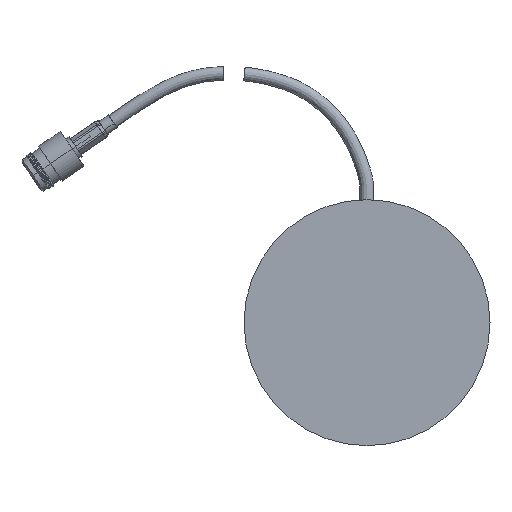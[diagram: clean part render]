
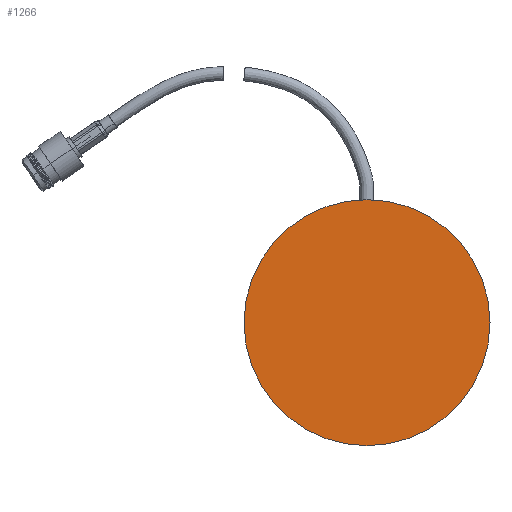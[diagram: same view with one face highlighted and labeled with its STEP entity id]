
A CAD part, front view. The second image highlights one B-rep face of the part: STEP entity #1266.
In plain terms, the highlighted planar face has unit normal (0, -1, 0).
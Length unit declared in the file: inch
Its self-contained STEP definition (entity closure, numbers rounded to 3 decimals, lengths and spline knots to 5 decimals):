
#1266 = ADVANCED_FACE ( 'NONE', ( #5569 ), #11020, .F. ) ;
#1897 = EDGE_LOOP ( 'NONE', ( #13737, #13673 ) ) ;
#2498 = EDGE_CURVE ( 'NONE', #2871, #2870, #9957, .T. ) ;
#2502 = EDGE_CURVE ( 'NONE', #2870, #2871, #9959, .T. ) ;
#2870 = VERTEX_POINT ( 'NONE', #9945 ) ;
#2871 = VERTEX_POINT ( 'NONE', #9946 ) ;
#5086 = AXIS2_PLACEMENT_3D ( 'NONE', #11011, #11010, #11009 ) ;
#5569 = FACE_OUTER_BOUND ( 'NONE', #1897, .T. ) ;
#8417 = AXIS2_PLACEMENT_3D ( 'NONE', #9573, #9574, #9575 ) ;
#8419 = AXIS2_PLACEMENT_3D ( 'NONE', #9593, #9594, #9595 ) ;
#9573 = CARTESIAN_POINT ( 'NONE',  ( 0., 0., 0. ) ) ;
#9574 = DIRECTION ( 'NONE',  ( 0., -1., 0. ) ) ;
#9575 = DIRECTION ( 'NONE',  ( 0., 0., -1. ) ) ;
#9593 = CARTESIAN_POINT ( 'NONE',  ( 0., 0., 0. ) ) ;
#9594 = DIRECTION ( 'NONE',  ( 0., -1., 0. ) ) ;
#9595 = DIRECTION ( 'NONE',  ( 0., 0., -1. ) ) ;
#9945 = CARTESIAN_POINT ( 'NONE',  ( 0., 0., -1.75 ) ) ;
#9946 = CARTESIAN_POINT ( 'NONE',  ( 0., 0., 1.75 ) ) ;
#9957 = CIRCLE ( 'NONE', #8417, 1.75 ) ;
#9959 = CIRCLE ( 'NONE', #8419, 1.75 ) ;
#11009 = DIRECTION ( 'NONE',  ( 0., 0., 1. ) ) ;
#11010 = DIRECTION ( 'NONE',  ( 0., 1., 0. ) ) ;
#11011 = CARTESIAN_POINT ( 'NONE',  ( -1.75, 0., 0. ) ) ;
#11020 = PLANE ( 'NONE',  #5086 ) ;
#13673 = ORIENTED_EDGE ( 'NONE', *, *, #2498, .T. ) ;
#13737 = ORIENTED_EDGE ( 'NONE', *, *, #2502, .T. ) ;
